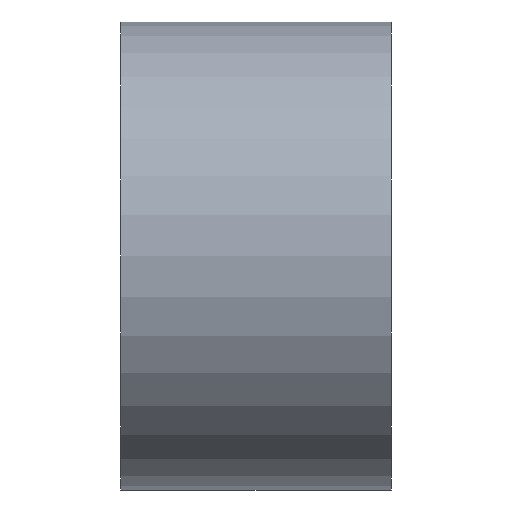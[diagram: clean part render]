
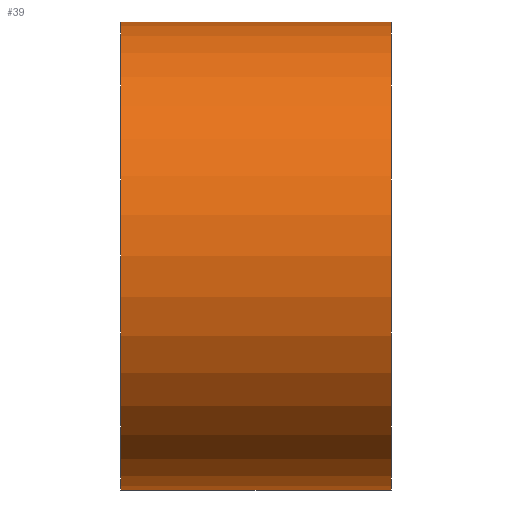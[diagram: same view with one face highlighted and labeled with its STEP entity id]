
A CAD part, front view. The second image highlights one B-rep face of the part: STEP entity #39.
In plain terms, the highlighted cylindrical face has radius 1.5 mm (diameter 3 mm), a partial arc.
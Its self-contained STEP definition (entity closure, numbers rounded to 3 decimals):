
#4 = AXIS2_PLACEMENT_3D ( 'NONE', #187, #208, #94 ) ;
#5 = VERTEX_POINT ( 'NONE', #164 ) ;
#20 = EDGE_CURVE ( 'NONE', #197, #5, #165, .T. ) ;
#21 = CARTESIAN_POINT ( 'NONE',  ( 12.88, 6.522, -1.5 ) ) ;
#22 = DIRECTION ( 'NONE',  ( -1., 0., 0. ) ) ;
#26 = CARTESIAN_POINT ( 'NONE',  ( 11.149, 6.522, 0. ) ) ;
#27 = CARTESIAN_POINT ( 'NONE',  ( 11.149, 6.522, 0. ) ) ;
#28 = VECTOR ( 'NONE', #104, 1000. ) ;
#29 = CARTESIAN_POINT ( 'NONE',  ( 10.612, 6.522, 0. ) ) ;
#36 = EDGE_CURVE ( 'NONE', #61, #197, #65, .T. ) ;
#39 = ADVANCED_FACE ( 'NONE', ( #157 ), #214, .T. ) ;
#41 = DIRECTION ( 'NONE',  ( -1., 0., 0. ) ) ;
#46 = CARTESIAN_POINT ( 'NONE',  ( 11.149, 6.522, -1.5 ) ) ;
#57 = DIRECTION ( 'NONE',  ( -1., 0., 0. ) ) ;
#61 = VERTEX_POINT ( 'NONE', #46 ) ;
#65 = CIRCLE ( 'NONE', #145, 1.5 ) ;
#66 = CARTESIAN_POINT ( 'NONE',  ( 12.88, 5.022, 0. ) ) ;
#70 = EDGE_CURVE ( 'NONE', #128, #5, #179, .T. ) ;
#71 = VECTOR ( 'NONE', #57, 1000. ) ;
#76 = CARTESIAN_POINT ( 'NONE',  ( 11.149, 5.022, 0. ) ) ;
#77 = AXIS2_PLACEMENT_3D ( 'NONE', #160, #22, #161 ) ;
#81 = CARTESIAN_POINT ( 'NONE',  ( 12.88, 6.522, 1.5 ) ) ;
#89 = ORIENTED_EDGE ( 'NONE', *, *, #70, .T. ) ;
#92 = CIRCLE ( 'NONE', #77, 1.5 ) ;
#94 = DIRECTION ( 'NONE',  ( 0., 0., 1. ) ) ;
#97 = AXIS2_PLACEMENT_3D ( 'NONE', #29, #41, #217 ) ;
#104 = DIRECTION ( 'NONE',  ( -1., 0., 0. ) ) ;
#109 = VERTEX_POINT ( 'NONE', #66 ) ;
#112 = EDGE_CURVE ( 'NONE', #176, #109, #127, .T. ) ;
#119 = DIRECTION ( 'NONE',  ( 0., 0., 1. ) ) ;
#120 = LINE ( 'NONE', #196, #71 ) ;
#127 = CIRCLE ( 'NONE', #4, 1.5 ) ;
#128 = VERTEX_POINT ( 'NONE', #81 ) ;
#134 = ORIENTED_EDGE ( 'NONE', *, *, #200, .T. ) ;
#145 = AXIS2_PLACEMENT_3D ( 'NONE', #27, #166, #119 ) ;
#149 = DIRECTION ( 'NONE',  ( -1., 0., 0. ) ) ;
#151 = DIRECTION ( 'NONE',  ( 0., 0., 1. ) ) ;
#157 = FACE_OUTER_BOUND ( 'NONE', #215, .T. ) ;
#160 = CARTESIAN_POINT ( 'NONE',  ( 12.88, 6.522, 0. ) ) ;
#161 = DIRECTION ( 'NONE',  ( 0., 0., 1. ) ) ;
#164 = CARTESIAN_POINT ( 'NONE',  ( 11.149, 6.522, 1.5 ) ) ;
#165 = CIRCLE ( 'NONE', #227, 1.5 ) ;
#166 = DIRECTION ( 'NONE',  ( -1., 0., 0. ) ) ;
#169 = ORIENTED_EDGE ( 'NONE', *, *, #177, .F. ) ;
#176 = VERTEX_POINT ( 'NONE', #21 ) ;
#177 = EDGE_CURVE ( 'NONE', #176, #61, #120, .T. ) ;
#179 = LINE ( 'NONE', #206, #28 ) ;
#187 = CARTESIAN_POINT ( 'NONE',  ( 12.88, 6.522, 0. ) ) ;
#196 = CARTESIAN_POINT ( 'NONE',  ( 10.612, 6.522, -1.5 ) ) ;
#197 = VERTEX_POINT ( 'NONE', #76 ) ;
#200 = EDGE_CURVE ( 'NONE', #109, #128, #92, .T. ) ;
#206 = CARTESIAN_POINT ( 'NONE',  ( 10.612, 6.522, 1.5 ) ) ;
#208 = DIRECTION ( 'NONE',  ( -1., 0., 0. ) ) ;
#214 = CYLINDRICAL_SURFACE ( 'NONE', #97, 1.5 ) ;
#215 = EDGE_LOOP ( 'NONE', ( #169, #231, #134, #89, #220, #229 ) ) ;
#217 = DIRECTION ( 'NONE',  ( 0., 0., 1. ) ) ;
#220 = ORIENTED_EDGE ( 'NONE', *, *, #20, .F. ) ;
#227 = AXIS2_PLACEMENT_3D ( 'NONE', #26, #149, #151 ) ;
#229 = ORIENTED_EDGE ( 'NONE', *, *, #36, .F. ) ;
#231 = ORIENTED_EDGE ( 'NONE', *, *, #112, .T. ) ;
